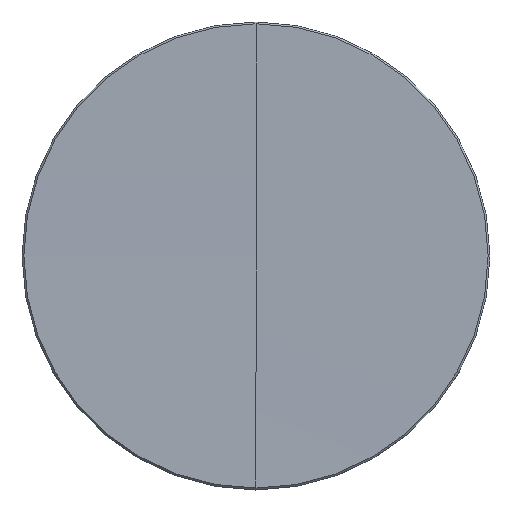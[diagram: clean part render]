
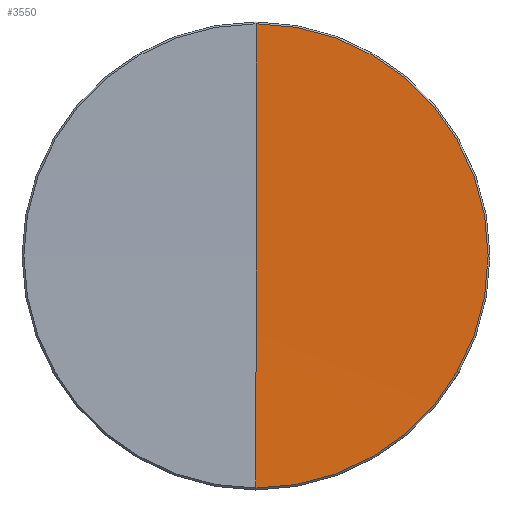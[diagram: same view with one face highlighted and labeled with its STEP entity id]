
A CAD part, top view. The second image highlights one B-rep face of the part: STEP entity #3550.
In plain terms, the highlighted spherical face has radius 2000 mm.
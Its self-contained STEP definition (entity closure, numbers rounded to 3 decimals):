
#19 = EDGE_CURVE ( 'NONE', #3535, #4171, #4259, .T. ) ;
#62 = EDGE_LOOP ( 'NONE', ( #483, #422, #1801, #3346 ) ) ;
#134 = AXIS2_PLACEMENT_3D ( 'NONE', #2231, #4252, #170 ) ;
#170 = DIRECTION ( 'NONE',  ( 0., 1., 0. ) ) ;
#175 = AXIS2_PLACEMENT_3D ( 'NONE', #3945, #1549, #2933 ) ;
#231 = EDGE_CURVE ( 'NONE', #3520, #4171, #485, .T. ) ;
#364 = DIRECTION ( 'NONE',  ( 1., 0., 0. ) ) ;
#422 = ORIENTED_EDGE ( 'NONE', *, *, #2339, .T. ) ;
#483 = ORIENTED_EDGE ( 'NONE', *, *, #231, .F. ) ;
#485 = CIRCLE ( 'NONE', #3203, 2000. ) ;
#768 = DIRECTION ( 'NONE',  ( 0., 0., -1. ) ) ;
#1272 = AXIS2_PLACEMENT_3D ( 'NONE', #2100, #2075, #2442 ) ;
#1301 = VERTEX_POINT ( 'NONE', #2877 ) ;
#1450 = CIRCLE ( 'NONE', #1272, 2000. ) ;
#1549 = DIRECTION ( 'NONE',  ( 0., 0., 1. ) ) ;
#1565 = CIRCLE ( 'NONE', #3634, 25.202 ) ;
#1748 = DIRECTION ( 'NONE',  ( 0., 0., 1. ) ) ;
#1774 = DIRECTION ( 'NONE',  ( 1., 0., 0. ) ) ;
#1801 = ORIENTED_EDGE ( 'NONE', *, *, #2967, .T. ) ;
#2075 = DIRECTION ( 'NONE',  ( -1., 0., 0. ) ) ;
#2100 = CARTESIAN_POINT ( 'NONE',  ( 4.139, 30.877, 2048.431 ) ) ;
#2164 = CARTESIAN_POINT ( 'NONE',  ( 29.341, 30.877, 48.589 ) ) ;
#2231 = CARTESIAN_POINT ( 'NONE',  ( 4.139, 30.877, 2048.431 ) ) ;
#2339 = EDGE_CURVE ( 'NONE', #3520, #1301, #1450, .T. ) ;
#2406 = CARTESIAN_POINT ( 'NONE',  ( 4.139, 30.877, 48.589 ) ) ;
#2442 = DIRECTION ( 'NONE',  ( 0., -1., 0. ) ) ;
#2859 = CARTESIAN_POINT ( 'NONE',  ( 4.139, 56.08, 48.589 ) ) ;
#2877 = CARTESIAN_POINT ( 'NONE',  ( 4.139, 5.675, 48.589 ) ) ;
#2894 = FACE_OUTER_BOUND ( 'NONE', #62, .T. ) ;
#2933 = DIRECTION ( 'NONE',  ( 1., 0., 0. ) ) ;
#2967 = EDGE_CURVE ( 'NONE', #1301, #3535, #1565, .T. ) ;
#3193 = CARTESIAN_POINT ( 'NONE',  ( 4.139, 30.877, 48.431 ) ) ;
#3203 = AXIS2_PLACEMENT_3D ( 'NONE', #3801, #1774, #768 ) ;
#3333 = SPHERICAL_SURFACE ( 'NONE', #134, 2000. ) ;
#3346 = ORIENTED_EDGE ( 'NONE', *, *, #19, .T. ) ;
#3520 = VERTEX_POINT ( 'NONE', #3193 ) ;
#3535 = VERTEX_POINT ( 'NONE', #2164 ) ;
#3550 = ADVANCED_FACE ( 'NONE', ( #2894 ), #3333, .F. ) ;
#3634 = AXIS2_PLACEMENT_3D ( 'NONE', #2406, #1748, #364 ) ;
#3801 = CARTESIAN_POINT ( 'NONE',  ( 4.139, 30.877, 2048.431 ) ) ;
#3945 = CARTESIAN_POINT ( 'NONE',  ( 4.139, 30.877, 48.589 ) ) ;
#4171 = VERTEX_POINT ( 'NONE', #2859 ) ;
#4252 = DIRECTION ( 'NONE',  ( -1., 0., 0. ) ) ;
#4259 = CIRCLE ( 'NONE', #175, 25.202 ) ;
